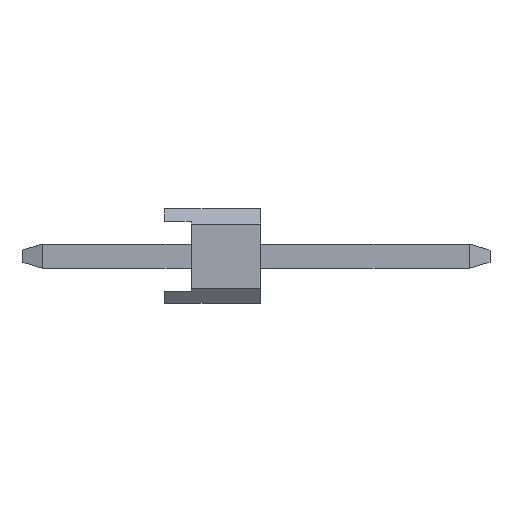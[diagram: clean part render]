
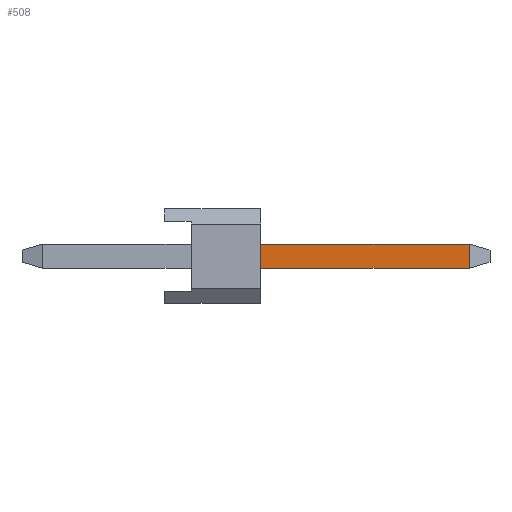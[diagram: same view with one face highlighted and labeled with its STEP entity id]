
A CAD part, left-side view. The second image highlights one B-rep face of the part: STEP entity #508.
In plain terms, the highlighted planar face has unit normal (-1, 0, 0).
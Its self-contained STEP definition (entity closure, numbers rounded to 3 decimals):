
#508=ADVANCED_FACE('',(#1109),#1110,.T.);
#1109=FACE_OUTER_BOUND('',#1816,.T.);
#1110=PLANE('',#1817);
#1816=EDGE_LOOP('',(#3157,#3158,#3159,#3160));
#1817=AXIS2_PLACEMENT_3D('',#3161,#3162,#3163);
#3157=ORIENTED_EDGE('',*,*,#4592,.F.);
#3158=ORIENTED_EDGE('',*,*,#4586,.F.);
#3159=ORIENTED_EDGE('',*,*,#4593,.F.);
#3160=ORIENTED_EDGE('',*,*,#4594,.F.);
#3161=CARTESIAN_POINT('',(-9.21,-2.42,0.5));
#3162=DIRECTION('',(-1.0,0.,0.));
#3163=DIRECTION('',(0.,1.0,0.));
#4586=EDGE_CURVE('',#5550,#5546,#5552,.T.);
#4592=EDGE_CURVE('',#5546,#5560,#5561,.T.);
#4593=EDGE_CURVE('',#5562,#5550,#5563,.T.);
#4594=EDGE_CURVE('',#5560,#5562,#5564,.T.);
#5546=VERTEX_POINT('',#6976);
#5550=VERTEX_POINT('',#6982);
#5552=LINE('',#6985,#6986);
#5560=VERTEX_POINT('',#6997);
#5561=LINE('',#6998,#6999);
#5562=VERTEX_POINT('',#7000);
#5563=LINE('',#7001,#7002);
#5564=LINE('',#7003,#7004);
#6976=CARTESIAN_POINT('',(-9.21,-2.54,-0.32));
#6982=CARTESIAN_POINT('',(-9.21,-8.074,-0.32));
#6985=CARTESIAN_POINT('',(-9.21,-2.42,-0.32));
#6986=VECTOR('',#8119,1.0);
#6997=CARTESIAN_POINT('',(-9.21,-2.54,0.32));
#6998=CARTESIAN_POINT('',(-9.21,-2.54,0.252));
#6999=VECTOR('',#8123,1.0);
#7000=CARTESIAN_POINT('',(-9.21,-8.074,0.32));
#7001=CARTESIAN_POINT('',(-9.21,-8.074,0.5));
#7002=VECTOR('',#8124,1.0);
#7003=CARTESIAN_POINT('',(-9.21,-2.42,0.32));
#7004=VECTOR('',#8125,1.0);
#8119=DIRECTION('',(0.,1.0,0.));
#8123=DIRECTION('',(0.,0.,1.0));
#8124=DIRECTION('',(0.0,0.,-1.0));
#8125=DIRECTION('',(0.,-1.0,0.));
